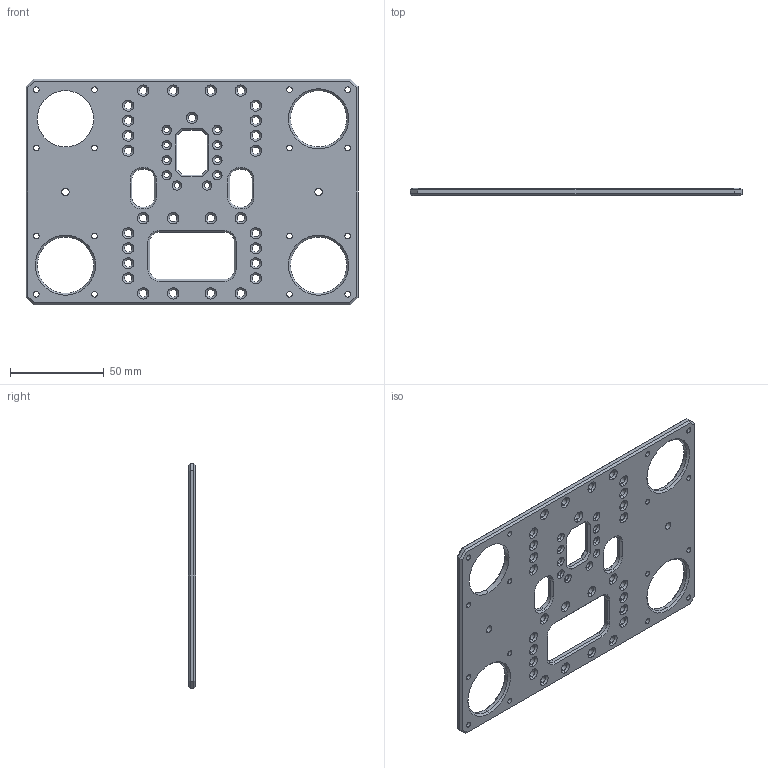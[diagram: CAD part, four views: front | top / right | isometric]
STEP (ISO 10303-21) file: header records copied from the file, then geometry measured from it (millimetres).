
FILE_DESCRIPTION (( 'STEP AP214' ), '1' );
FILE_NAME ('plaque_base_1_plat.STEP', '2019-06-25T17:58:34', ( '' ), ( '' ), 'SwSTEP 2.0', 'SolidWorks 2014', '' );
FILE_SCHEMA (( 'AUTOMOTIVE_DESIGN' ));
Length unit declared in the file: millimetre
Products named in the file (1): plaque_base_1_plat
Bounding box: 176.85 x 4 x 120 mm (x, y, z)
Volume: 61910.2 mm3; surface area: 37688.7 mm2
Topology: 1 solids, 1 shells, 372 faces, 902 edges, 532 vertices
Faces by surface type: cone 152, cylinder 134, plane 86
Entity records: 11076 total; most frequent: DIRECTION 2068, CARTESIAN_POINT 1807, ORIENTED_EDGE 1804, EDGE_CURVE 902, AXIS2_PLACEMENT_3D 793, VERTEX_POINT 532, EDGE_LOOP 502, VECTOR 482
